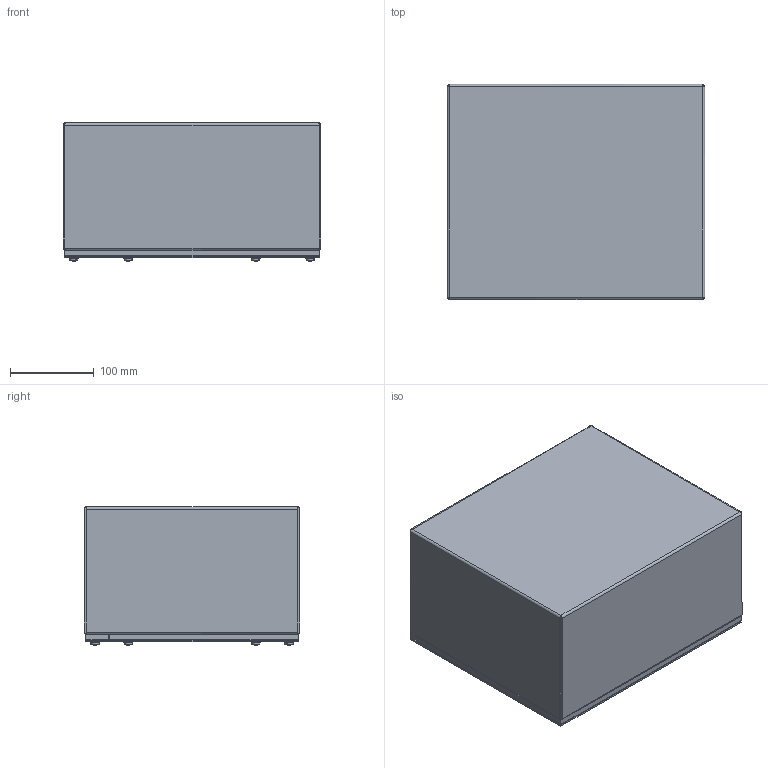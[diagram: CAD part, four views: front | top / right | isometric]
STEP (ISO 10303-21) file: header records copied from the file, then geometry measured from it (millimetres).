
FILE_DESCRIPTION (( 'STEP AP214' ), '1' );
FILE_NAME ('WA101206GSC.STEP', '2016-02-15T17:19:00', ( '' ), ( '' ), 'SwSTEP 2.0', 'SolidWorks 2014', '' );
FILE_SCHEMA (( 'AUTOMOTIVE_DESIGN' ));
Length unit declared in the file: inch
Products named in the file (8): WA101206GSC; 34984; 39035; 39077; 37210; WA1012GSC_LP; 316281; WA101206GSCBKP
Assembly tree (35 placements, depth 2):
  WA101206GSC
    WA101206GSCBKP
    316281  x2
    WA1012GSC_LP
    37210  x8
    39077  x8
    39035  x8
    34984  x7
Bounding box: 307.98 x 257.18 x 165.37 mm (x, y, z)
Volume: 790137.8 mm3; surface area: 760557.9 mm2
Topology: 35 solids, 35 shells, 876 faces, 2196 edges, 1389 vertices
Faces by surface type: plane 416, cylinder 232, cone 148, torus 48, bspline 16, sphere 16
Entity records: 10937 total; most frequent: CARTESIAN_POINT 2311, DIRECTION 1131, ORIENTED_EDGE 1064, EDGE_CURVE 532, AXIS2_PLACEMENT_3D 416, VERTEX_POINT 329, VECTOR 299, LINE 299
